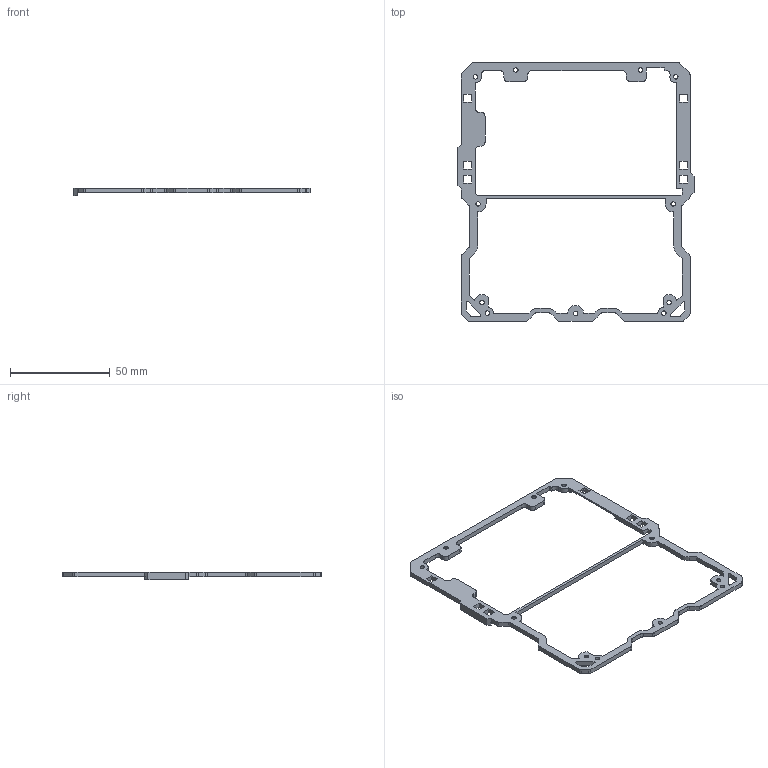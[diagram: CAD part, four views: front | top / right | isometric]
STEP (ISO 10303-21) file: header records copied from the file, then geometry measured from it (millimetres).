
FILE_DESCRIPTION(('FreeCAD Model'),'2;1');
FILE_NAME('Open CASCADE Shape Model','2025-06-11T11:49:58',(''),(''), 'Open CASCADE STEP processor 7.8','FreeCAD','Unknown');
FILE_SCHEMA(('AUTOMOTIVE_DESIGN { 1 0 10303 214 1 1 1 1 }'));
Length unit declared in the file: millimetre
Products named in the file (1): spacer_field_test
Bounding box: 118.6 x 130 x 4 mm (x, y, z)
Volume: 6187 mm3; surface area: 8916 mm2
Topology: 1 solids, 1 shells, 242 faces, 697 edges, 464 vertices
Faces by surface type: plane 170, cylinder 72
Full cylindrical faces by diameter (mm): 2.2 x11
Entity records: 8015 total; most frequent: CARTESIAN_POINT 1404, ORIENTED_EDGE 1394, DIRECTION 1327, EDGE_CURVE 697, LINE 553, VECTOR 553, VERTEX_POINT 464, AXIS2_PLACEMENT_3D 387
